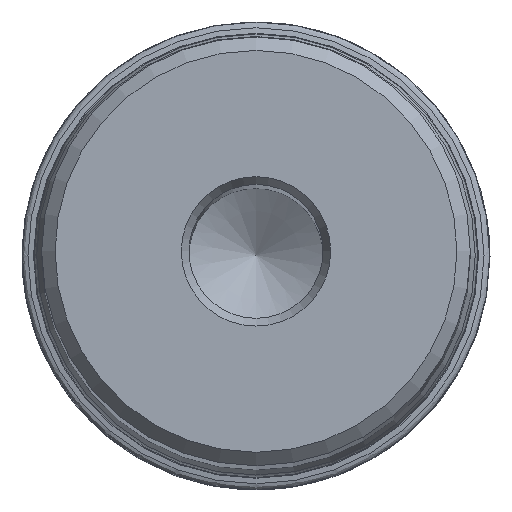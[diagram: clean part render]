
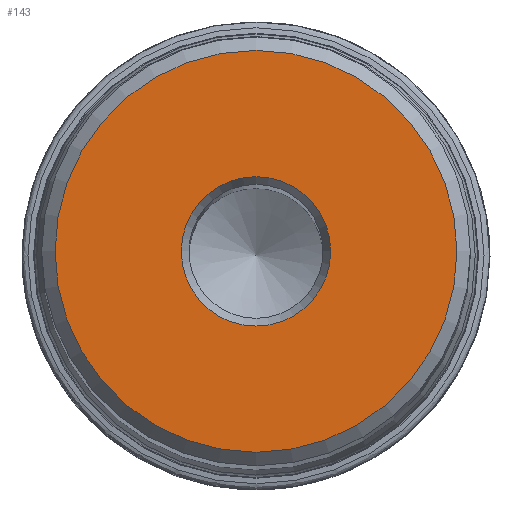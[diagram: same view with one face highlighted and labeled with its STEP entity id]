
A CAD part, top view. The second image highlights one B-rep face of the part: STEP entity #143.
In plain terms, the highlighted planar face has unit normal (0, 0, 1).
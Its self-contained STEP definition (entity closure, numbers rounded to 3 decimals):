
#76=PLANE('',#692);
#143=ADVANCED_FACE('',(#273,#274),#76,.T.);
#273=FACE_BOUND('',#359,.T.);
#274=FACE_BOUND('',#360,.T.);
#359=EDGE_LOOP('',(#451));
#360=EDGE_LOOP('',(#452));
#451=ORIENTED_EDGE('',*,*,#591,.T.);
#452=ORIENTED_EDGE('',*,*,#592,.T.);
#539=VERTEX_POINT('',#1191);
#540=VERTEX_POINT('',#1193);
#591=EDGE_CURVE('',#539,#539,#644,.T.);
#592=EDGE_CURVE('',#540,#540,#645,.T.);
#644=CIRCLE('',#690,5.577);
#645=CIRCLE('',#691,15.);
#690=AXIS2_PLACEMENT_3D('',#1190,#809,#810);
#691=AXIS2_PLACEMENT_3D('',#1192,#811,#812);
#692=AXIS2_PLACEMENT_3D('',#1194,#813,#814);
#809=DIRECTION('',(0.,0.,-1.));
#810=DIRECTION('',(1.,0.,0.));
#811=DIRECTION('',(0.,0.,1.));
#812=DIRECTION('',(1.,0.,0.));
#813=DIRECTION('',(0.,0.,1.));
#814=DIRECTION('',(1.,0.,0.));
#1190=CARTESIAN_POINT('',(0.,0.,0.));
#1191=CARTESIAN_POINT('',(5.577,0.,0.));
#1192=CARTESIAN_POINT('',(0.,0.,0.));
#1193=CARTESIAN_POINT('',(15.,0.,0.));
#1194=CARTESIAN_POINT('',(0.,0.,0.));
